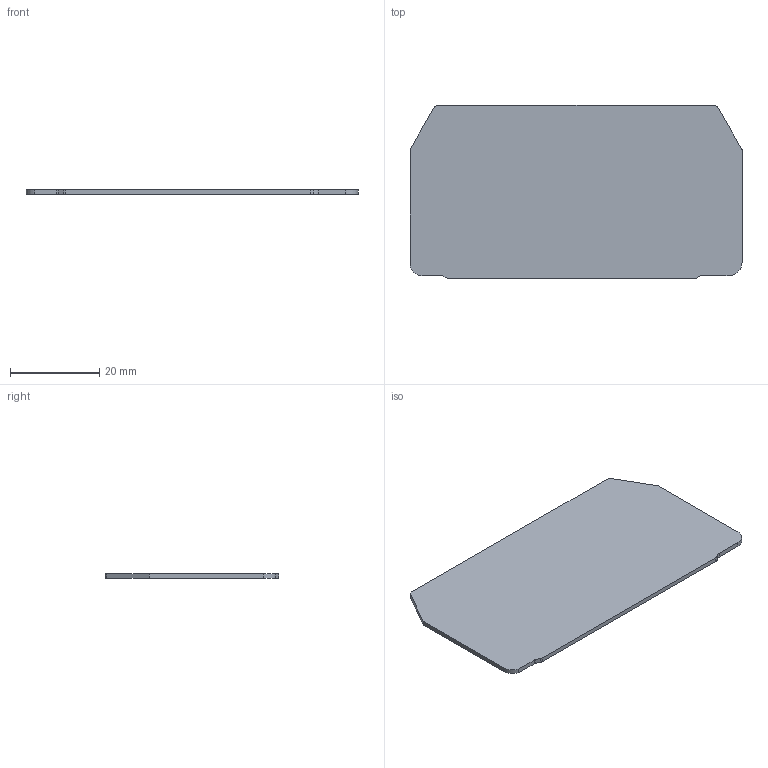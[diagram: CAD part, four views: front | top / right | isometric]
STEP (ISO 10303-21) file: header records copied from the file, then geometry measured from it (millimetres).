
FILE_DESCRIPTION (( 'STEP AP214' ), '1' );
FILE_NAME ('450230_NPP-WGO 2N_Beige.STP', '2013-11-15T06:44:58', ( 'arge' ), ( 'Microsoft' ), 'SwSTEP 2.0', 'SolidWorks 2013', '' );
FILE_SCHEMA (( 'AUTOMOTIVE_DESIGN' ));
Length unit declared in the file: millimetre
Products named in the file (1): 450230_NPP-WGO 2N_Beige
Bounding box: 74.38 x 38.84 x 1 mm (x, y, z)
Volume: 2816.9 mm3; surface area: 5848.3 mm2
Topology: 1 solids, 1 shells, 23 faces, 63 edges, 42 vertices
Faces by surface type: plane 13, cylinder 10
Entity records: 1024 total; most frequent: DIRECTION 131, CARTESIAN_POINT 129, ORIENTED_EDGE 126, EDGE_CURVE 63, AXIS2_PLACEMENT_3D 44, LINE 43, VECTOR 43, VERTEX_POINT 42
